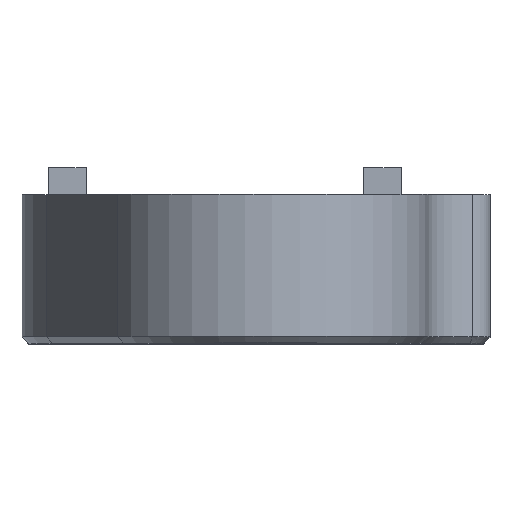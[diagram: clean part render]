
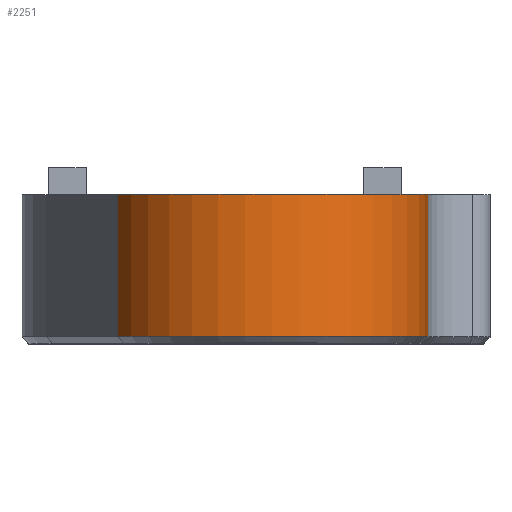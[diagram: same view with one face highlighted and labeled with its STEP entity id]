
A CAD part, top view. The second image highlights one B-rep face of the part: STEP entity #2251.
In plain terms, the highlighted cylindrical face has radius 12 mm (diameter 24 mm), a partial arc.
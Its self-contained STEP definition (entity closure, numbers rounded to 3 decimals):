
#41=CYLINDRICAL_SURFACE('',#2416,12.);
#65=CIRCLE('',#2407,12.);
#69=CIRCLE('',#2417,12.);
#231=FACE_OUTER_BOUND('',#354,.T.);
#354=EDGE_LOOP('',(#1674,#1675,#1676,#1677));
#511=LINE('',#3341,#796);
#513=LINE('',#3345,#798);
#796=VECTOR('',#2686,10.);
#798=VECTOR('',#2690,10.);
#1075=VERTEX_POINT('',#3309);
#1077=VERTEX_POINT('',#3315);
#1084=VERTEX_POINT('',#3340);
#1085=VERTEX_POINT('',#3344);
#1303=EDGE_CURVE('',#1075,#1077,#65,.T.);
#1314=EDGE_CURVE('',#1084,#1077,#511,.T.);
#1316=EDGE_CURVE('',#1085,#1075,#513,.T.);
#1317=EDGE_CURVE('',#1084,#1085,#69,.T.);
#1674=ORIENTED_EDGE('',*,*,#1303,.F.);
#1675=ORIENTED_EDGE('',*,*,#1316,.F.);
#1676=ORIENTED_EDGE('',*,*,#1317,.F.);
#1677=ORIENTED_EDGE('',*,*,#1314,.T.);
#2251=ADVANCED_FACE('',(#231),#41,.T.);
#2407=AXIS2_PLACEMENT_3D('',#3319,#2661,#2662);
#2416=AXIS2_PLACEMENT_3D('',#3343,#2688,#2689);
#2417=AXIS2_PLACEMENT_3D('',#3346,#2691,#2692);
#2661=DIRECTION('center_axis',(0.,-1.,0.));
#2662=DIRECTION('ref_axis',(-0.911,0.,0.412));
#2686=DIRECTION('',(0.,-1.,0.));
#2688=DIRECTION('center_axis',(0.,-1.,0.));
#2689=DIRECTION('ref_axis',(-0.911,0.,0.412));
#2690=DIRECTION('',(0.,-1.,0.));
#2691=DIRECTION('center_axis',(0.,1.,0.));
#2692=DIRECTION('ref_axis',(-0.911,0.,0.412));
#3309=CARTESIAN_POINT('',(30.,-18.5,45.));
#3315=CARTESIAN_POINT('',(7.065,-18.5,49.942));
#3319=CARTESIAN_POINT('Origin',(18.,-18.5,45.));
#3340=CARTESIAN_POINT('',(7.065,-8.,49.942));
#3341=CARTESIAN_POINT('',(7.065,-8.,49.942));
#3343=CARTESIAN_POINT('Origin',(18.,-8.,45.));
#3344=CARTESIAN_POINT('',(30.,-8.,45.));
#3345=CARTESIAN_POINT('',(30.,-8.,45.));
#3346=CARTESIAN_POINT('Origin',(18.,-8.,45.));
